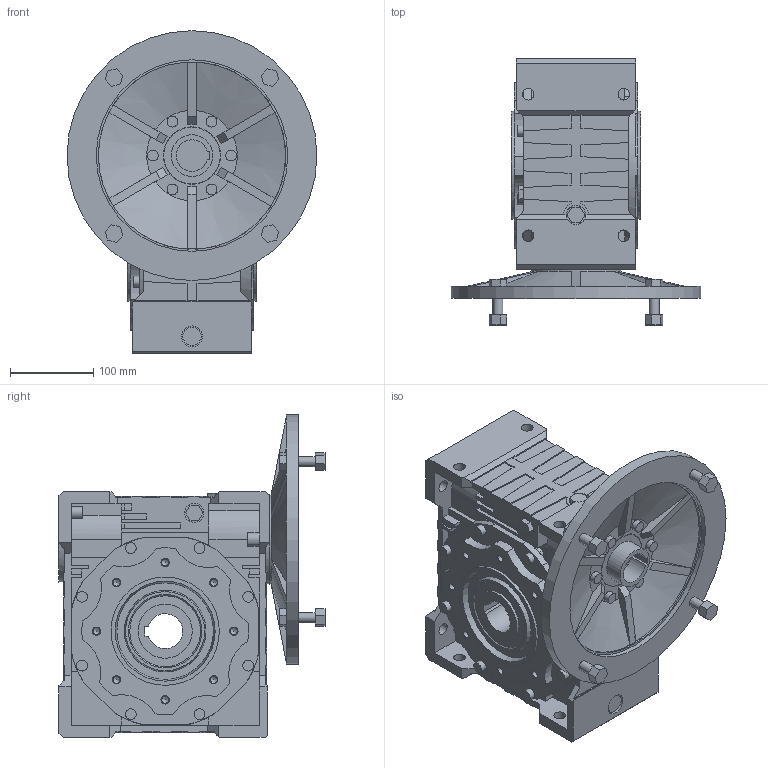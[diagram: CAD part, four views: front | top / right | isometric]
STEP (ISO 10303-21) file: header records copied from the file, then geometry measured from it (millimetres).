
FILE_DESCRIPTION(('STEP AP203'), '1');
FILE_NAME('凎劌膷闉 NMRV 110(132B5)', '', ('UNSPECIFIED'), ('UNSPECIFIED'), 'ASCON STEP Converter 1.3', 'ASCON Math Kernel', '');
FILE_SCHEMA(('CONFIG_CONTROL_DESIGN'));
Length unit declared in the file: millimetre
Products named in the file (5): _Gear unit 110; _110-42 (155); _VB 110-38 (38); _110-132 B5
Assembly tree (4 placements, depth 2):
  (unnamed)
    _Gear unit 110
    _110-42 (155)
    _VB 110-38 (38)
    _110-132 B5
Bounding box: 300 x 319.5 x 387.5 mm (x, y, z)
Volume: 9416358.4 mm3; surface area: 740740.2 mm2
Topology: 4 solids, 4 shells, 787 faces, 2222 edges, 1491 vertices
Faces by surface type: plane 588, cylinder 138, cone 59, torus 2
Full cylindrical faces by diameter (mm): 8.376 x16, 12 x4, 13 x14, 14 x12, 22 x1, 23 x2, 25 x1, 49 x1, 50 x1, 56 x1, 65 x2, 68 x1, 69 x1, 80 x1, 108 x1, 130 x2, 225 x1, 230 x1, 300 x1
Entity records: 32001 total; most frequent: CARTESIAN_POINT 5115, ORIENTED_EDGE 4202, DIRECTION 4130, EDGE_CURVE 2101, LINE 1490, VECTOR 1490, VERTEX_POINT 1475, AXIS2_PLACEMENT_3D 1320
